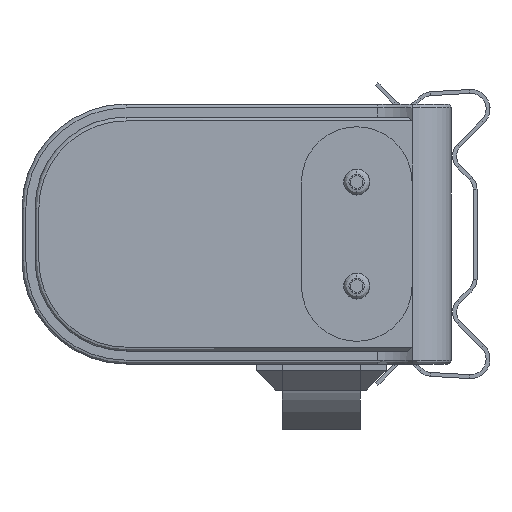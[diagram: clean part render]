
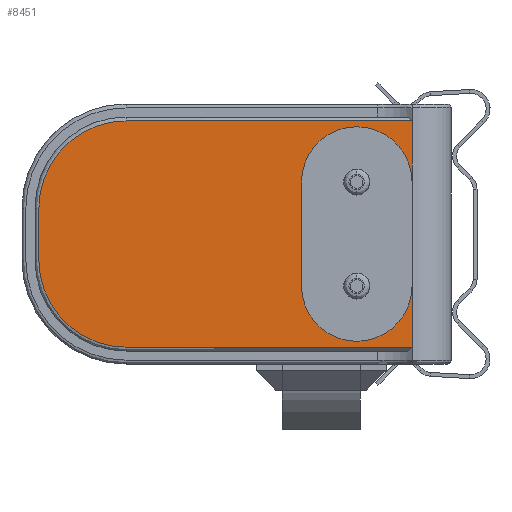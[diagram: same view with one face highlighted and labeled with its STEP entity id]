
A CAD part, left-side view. The second image highlights one B-rep face of the part: STEP entity #8451.
In plain terms, the highlighted planar face has unit normal (-1, 0, 0).
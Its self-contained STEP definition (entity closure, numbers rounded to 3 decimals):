
#64 = CIRCLE ( 'NONE', #4754, 6.7 ) ;
#65 = LINE ( 'NONE', #5686, #2269 ) ;
#83 = ORIENTED_EDGE ( 'NONE', *, *, #1009, .F. ) ;
#183 = CARTESIAN_POINT ( 'NONE',  ( -867., 3., -8. ) ) ;
#195 = CARTESIAN_POINT ( 'NONE',  ( -867., 3., -6. ) ) ;
#257 = CIRCLE ( 'NONE', #1429, 4.25 ) ;
#378 = EDGE_CURVE ( 'NONE', #6014, #3077, #417, .T. ) ;
#379 = ORIENTED_EDGE ( 'NONE', *, *, #679, .T. ) ;
#417 = LINE ( 'NONE', #3859, #2882 ) ;
#473 = VERTEX_POINT ( 'NONE', #8282 ) ;
#557 = ORIENTED_EDGE ( 'NONE', *, *, #5354, .T. ) ;
#622 = VECTOR ( 'NONE', #3630, 1000. ) ;
#679 = EDGE_CURVE ( 'NONE', #5209, #3118, #257, .T. ) ;
#905 = DIRECTION ( 'NONE',  ( 0., 0., -1. ) ) ;
#938 = CARTESIAN_POINT ( 'NONE',  ( -867., 25., -12. ) ) ;
#978 = EDGE_CURVE ( 'NONE', #4517, #473, #64, .T. ) ;
#1009 = EDGE_CURVE ( 'NONE', #4447, #1050, #8432, .T. ) ;
#1050 = VERTEX_POINT ( 'NONE', #2232 ) ;
#1206 = DIRECTION ( 'NONE',  ( 0., 1., 0. ) ) ;
#1264 = ORIENTED_EDGE ( 'NONE', *, *, #378, .F. ) ;
#1429 = AXIS2_PLACEMENT_3D ( 'NONE', #4497, #2244, #905 ) ;
#1503 = VECTOR ( 'NONE', #2642, 1000. ) ;
#1719 = ORIENTED_EDGE ( 'NONE', *, *, #5988, .F. ) ;
#1961 = AXIS2_PLACEMENT_3D ( 'NONE', #3022, #4010, #5834 ) ;
#2052 = DIRECTION ( 'NONE',  ( 1., 0., 0. ) ) ;
#2118 = CARTESIAN_POINT ( 'NONE',  ( -867., 11.5, -14. ) ) ;
#2232 = CARTESIAN_POINT ( 'NONE',  ( -867., 31.7, -12. ) ) ;
#2244 = DIRECTION ( 'NONE',  ( 1., 0., 0. ) ) ;
#2269 = VECTOR ( 'NONE', #8477, 1000. ) ;
#2278 = VECTOR ( 'NONE', #7390, 1000. ) ;
#2575 = LINE ( 'NONE', #8085, #2278 ) ;
#2642 = DIRECTION ( 'NONE',  ( 0., 0., 1. ) ) ;
#2870 = EDGE_CURVE ( 'NONE', #3786, #8810, #6116, .T. ) ;
#2874 = CARTESIAN_POINT ( 'NONE',  ( -867., 25., -8. ) ) ;
#2882 = VECTOR ( 'NONE', #8235, 1000. ) ;
#3022 = CARTESIAN_POINT ( 'NONE',  ( -867., 7.25, -14. ) ) ;
#3031 = CARTESIAN_POINT ( 'NONE',  ( -867., 11.5, -6. ) ) ;
#3077 = VERTEX_POINT ( 'NONE', #5690 ) ;
#3118 = VERTEX_POINT ( 'NONE', #195 ) ;
#3357 = CARTESIAN_POINT ( 'NONE',  ( -867., 31.7, -8. ) ) ;
#3367 = CARTESIAN_POINT ( 'NONE',  ( -867., 25., -18.7 ) ) ;
#3385 = CARTESIAN_POINT ( 'NONE',  ( -867., 3., -1.3 ) ) ;
#3410 = ORIENTED_EDGE ( 'NONE', *, *, #4157, .F. ) ;
#3553 = PLANE ( 'NONE',  #7641 ) ;
#3630 = DIRECTION ( 'NONE',  ( 0., 0., -1. ) ) ;
#3665 = AXIS2_PLACEMENT_3D ( 'NONE', #938, #5835, #8665 ) ;
#3786 = VERTEX_POINT ( 'NONE', #3978 ) ;
#3859 = CARTESIAN_POINT ( 'NONE',  ( -867., 3., -8. ) ) ;
#3978 = CARTESIAN_POINT ( 'NONE',  ( -867., 7.25, -18.25 ) ) ;
#4010 = DIRECTION ( 'NONE',  ( 1., 0., 0. ) ) ;
#4157 = EDGE_CURVE ( 'NONE', #3077, #4447, #8211, .T. ) ;
#4177 = EDGE_LOOP ( 'NONE', ( #1264, #557, #4582, #4814, #379, #1719, #5702, #5277, #5694, #83, #3410 ) ) ;
#4447 = VERTEX_POINT ( 'NONE', #8008 ) ;
#4497 = CARTESIAN_POINT ( 'NONE',  ( -867., 7.25, -6. ) ) ;
#4517 = VERTEX_POINT ( 'NONE', #3357 ) ;
#4582 = ORIENTED_EDGE ( 'NONE', *, *, #2870, .T. ) ;
#4714 = LINE ( 'NONE', #6967, #1503 ) ;
#4754 = AXIS2_PLACEMENT_3D ( 'NONE', #8362, #2052, #7659 ) ;
#4814 = ORIENTED_EDGE ( 'NONE', *, *, #4956, .F. ) ;
#4956 = EDGE_CURVE ( 'NONE', #5209, #8810, #2575, .T. ) ;
#5011 = CARTESIAN_POINT ( 'NONE',  ( -867., 3., -14. ) ) ;
#5203 = CIRCLE ( 'NONE', #1961, 4.25 ) ;
#5209 = VERTEX_POINT ( 'NONE', #3031 ) ;
#5277 = ORIENTED_EDGE ( 'NONE', *, *, #978, .F. ) ;
#5354 = EDGE_CURVE ( 'NONE', #6014, #3786, #5203, .T. ) ;
#5491 = EDGE_CURVE ( 'NONE', #473, #6304, #65, .T. ) ;
#5686 = CARTESIAN_POINT ( 'NONE',  ( -867., 25., -1.3 ) ) ;
#5690 = CARTESIAN_POINT ( 'NONE',  ( -867., 3., -18.7 ) ) ;
#5691 = FACE_OUTER_BOUND ( 'NONE', #4177, .T. ) ;
#5694 = ORIENTED_EDGE ( 'NONE', *, *, #6638, .F. ) ;
#5702 = ORIENTED_EDGE ( 'NONE', *, *, #5491, .F. ) ;
#5834 = DIRECTION ( 'NONE',  ( 0., 0., -1. ) ) ;
#5835 = DIRECTION ( 'NONE',  ( 1., 0., 0. ) ) ;
#5988 = EDGE_CURVE ( 'NONE', #6304, #3118, #7258, .T. ) ;
#6014 = VERTEX_POINT ( 'NONE', #5011 ) ;
#6116 = CIRCLE ( 'NONE', #8011, 4.25 ) ;
#6304 = VERTEX_POINT ( 'NONE', #3385 ) ;
#6416 = DIRECTION ( 'NONE',  ( 1., 0., 0. ) ) ;
#6638 = EDGE_CURVE ( 'NONE', #1050, #4517, #4714, .T. ) ;
#6775 = DIRECTION ( 'NONE',  ( 0., 0., -1. ) ) ;
#6967 = CARTESIAN_POINT ( 'NONE',  ( -867., 31.7, -8. ) ) ;
#7258 = LINE ( 'NONE', #183, #622 ) ;
#7359 = CARTESIAN_POINT ( 'NONE',  ( -867., 7.25, -14. ) ) ;
#7390 = DIRECTION ( 'NONE',  ( 0., 0., -1. ) ) ;
#7453 = DIRECTION ( 'NONE',  ( 1., 0., 0. ) ) ;
#7641 = AXIS2_PLACEMENT_3D ( 'NONE', #2874, #6416, #7777 ) ;
#7659 = DIRECTION ( 'NONE',  ( 0., 0., 1. ) ) ;
#7777 = DIRECTION ( 'NONE',  ( 0., 0., 1. ) ) ;
#8008 = CARTESIAN_POINT ( 'NONE',  ( -867., 25., -18.7 ) ) ;
#8011 = AXIS2_PLACEMENT_3D ( 'NONE', #7359, #7453, #6775 ) ;
#8085 = CARTESIAN_POINT ( 'NONE',  ( -867., 11.5, 0. ) ) ;
#8211 = LINE ( 'NONE', #3367, #8377 ) ;
#8235 = DIRECTION ( 'NONE',  ( 0., 0., -1. ) ) ;
#8282 = CARTESIAN_POINT ( 'NONE',  ( -867., 25., -1.3 ) ) ;
#8362 = CARTESIAN_POINT ( 'NONE',  ( -867., 25., -8. ) ) ;
#8377 = VECTOR ( 'NONE', #1206, 1000. ) ;
#8432 = CIRCLE ( 'NONE', #3665, 6.7 ) ;
#8451 = ADVANCED_FACE ( 'NONE', ( #5691 ), #3553, .F. ) ;
#8477 = DIRECTION ( 'NONE',  ( 0., -1., 0. ) ) ;
#8665 = DIRECTION ( 'NONE',  ( 0., 0., 1. ) ) ;
#8810 = VERTEX_POINT ( 'NONE', #2118 ) ;
